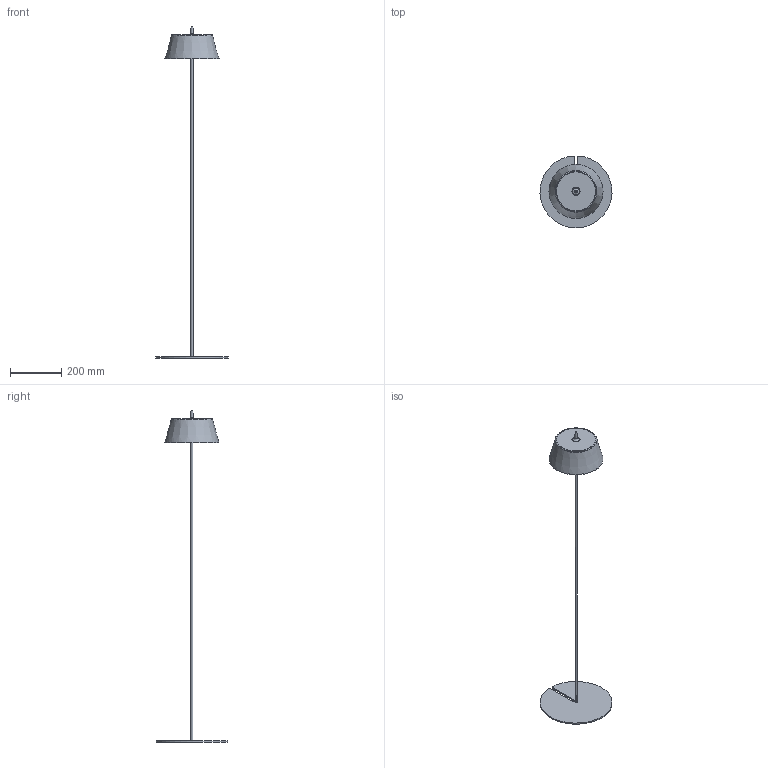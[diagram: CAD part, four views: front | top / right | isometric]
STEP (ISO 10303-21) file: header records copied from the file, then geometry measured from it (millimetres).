
FILE_DESCRIPTION(/* description */ ('This is a sample STEP configuration'),/* implementation_level */ '2;1');
FILE_NAME(/* name */ '135-9004xxxx SIMPLE.ipt_Rev_00.1.stp',/* time_stamp */ '2023-04-26T12:59:05+02:00',/* author */ ('powerJobs'),/* organization */ ('coolOrange'),/* preprocessor_version */ 'ST-DEVELOPER v19.2',/* originating_system */ 'Autodesk Inventor 2023',/* authorisation */ '');
FILE_SCHEMA (('AUTOMOTIVE_DESIGN { 1 0 10303 214 3 1 1 }'));
Length unit declared in the file: millimetre
Products named in the file (1): ENG000025669
Bounding box: 279.81 x 279.62 x 1289.9 mm (x, y, z)
Volume: 1113936.1 mm3; surface area: 317565.5 mm2
Topology: 1 solids, 1 shells, 39 faces, 78 edges, 51 vertices
Faces by surface type: plane 14, cone 10, cylinder 8, torus 6, bspline 1
Full cylindrical faces by diameter (mm): 4.134 x1, 5.2 x1, 8 x1, 30.5 x1
Entity records: 1101 total; most frequent: DIRECTION 208, CARTESIAN_POINT 194, ORIENTED_EDGE 154, AXIS2_PLACEMENT_3D 92, EDGE_CURVE 77, CIRCLE 53, VERTEX_POINT 51, EDGE_LOOP 50
